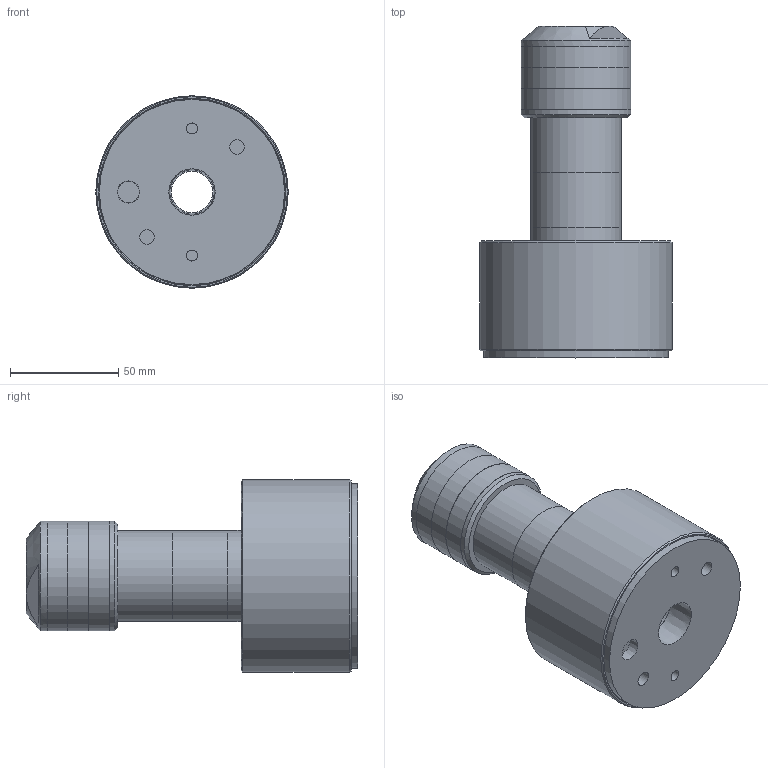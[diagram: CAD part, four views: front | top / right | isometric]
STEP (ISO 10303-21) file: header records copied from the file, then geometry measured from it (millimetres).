
FILE_DESCRIPTION (( 'STEP AP214' ), '1' );
FILE_NAME ('CTSC-001873.STEP', '2026-03-10T16:36:27', ( '' ), ( '' ), 'SwSTEP 2.0', 'SolidWorks 2023', '' );
FILE_SCHEMA (( 'AUTOMOTIVE_DESIGN' ));
Length unit declared in the file: millimetre
Products named in the file (1): CTSC-001873
Bounding box: 88.9 x 153.21 x 88.9 mm (x, y, z)
Volume: 445508.6 mm3; surface area: 87476.7 mm2
Topology: 9 solids, 9 shells, 80 faces, 150 edges, 100 vertices
Faces by surface type: plane 38, cylinder 29, cone 10, torus 3
Full cylindrical faces by diameter (mm): 5.105 x2, 6.747 x2, 19.05 x1, 23.416 x1, 23.813 x1, 25.4 x1, 30.124 x1, 30.353 x4, 30.429 x3, 36.246 x1, 36.525 x1, 42.062 x3, 50.749 x5, 85.471 x1, 85.674 x1, 88.9 x1
Entity records: 2331 total; most frequent: CARTESIAN_POINT 336, DIRECTION 326, ORIENTED_EDGE 194, AXIS2_PLACEMENT_3D 157, EDGE_LOOP 148, FACE_OUTER_BOUND 109, EDGE_CURVE 97, VERTEX_POINT 87
